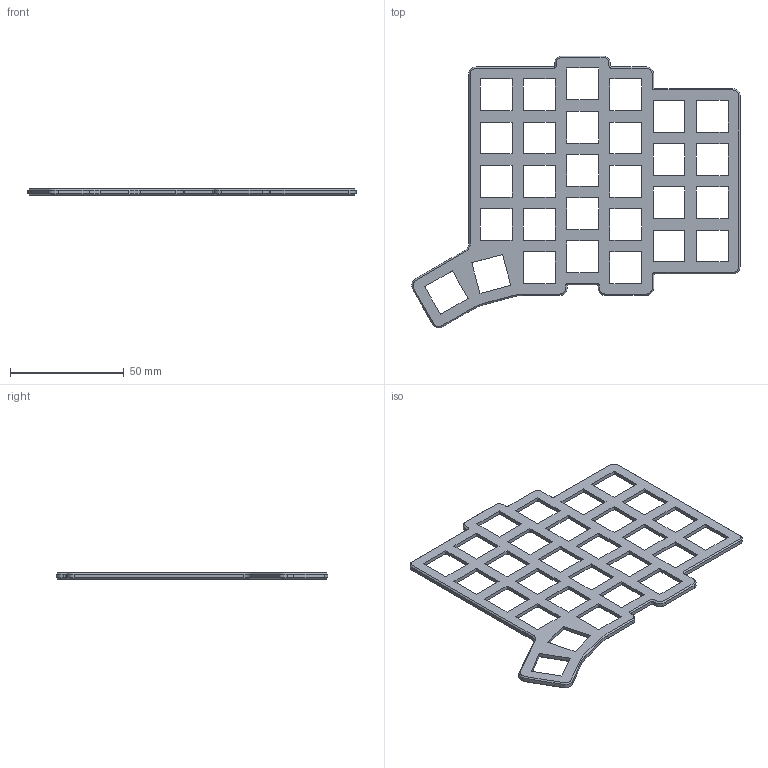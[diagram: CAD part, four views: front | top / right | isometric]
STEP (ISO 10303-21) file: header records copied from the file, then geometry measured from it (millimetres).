
FILE_DESCRIPTION(('FreeCAD Model'),'2;1');
FILE_NAME('Open CASCADE Shape Model','2025-09-20T16:48:48',(''),(''), 'Open CASCADE STEP processor 7.8','FreeCAD','Unknown');
FILE_SCHEMA(('AUTOMOTIVE_DESIGN { 1 0 10303 214 1 1 1 1 }'));
Length unit declared in the file: millimetre
Products named in the file (1): Plate-Right
Bounding box: 144.18 x 119.38 x 2.8 mm (x, y, z)
Volume: 14309.1 mm3; surface area: 18334.6 mm2
Topology: 1 solids, 1 shells, 502 faces, 1331 edges, 860 vertices
Faces by surface type: plane 323, cylinder 137, cone 42
Entity records: 15575 total; most frequent: CARTESIAN_POINT 2694, ORIENTED_EDGE 2662, DIRECTION 2653, EDGE_CURVE 1331, LINE 1015, VECTOR 1015, VERTEX_POINT 860, AXIS2_PLACEMENT_3D 819
